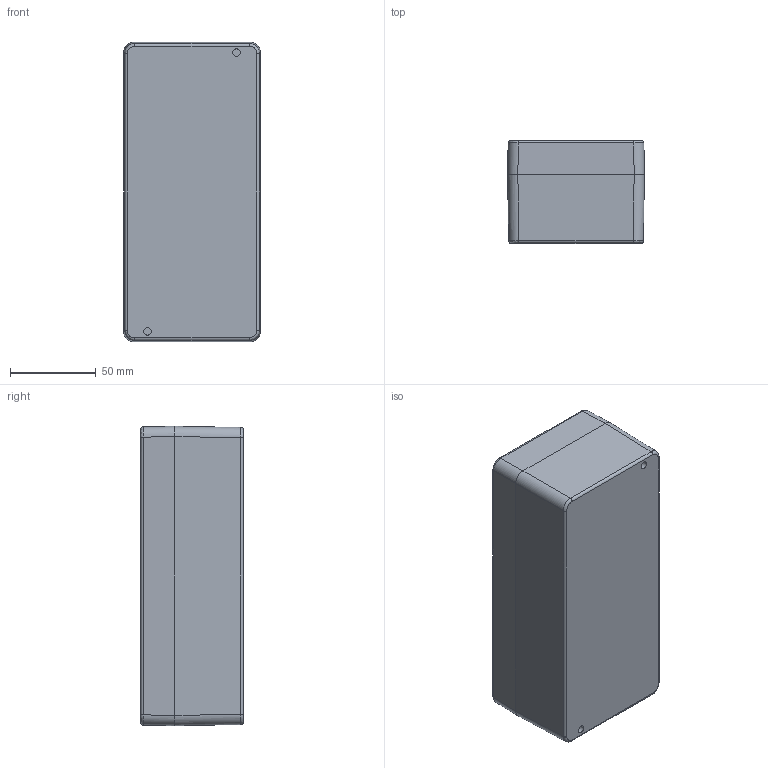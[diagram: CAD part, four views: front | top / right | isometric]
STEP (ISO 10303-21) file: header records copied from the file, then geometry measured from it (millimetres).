
FILE_DESCRIPTION (( 'STEP AP203' ), '1' );
FILE_NAME ('1590Z135GY.step', '2020-11-14T20:06:52', ( 'ADC123' ), ( 'Microsoft' ), 'SwSTEP 2.0', 'SolidWorks 2019', '' );
FILE_SCHEMA (( 'CONFIG_CONTROL_DESIGN' ));
Length unit declared in the file: inch
Products named in the file (1): 1590Z135GY
Bounding box: 80 x 60 x 175 mm (x, y, z)
Volume: 231581 mm3; surface area: 122995.5 mm2
Topology: 7 solids, 7 shells, 520 faces, 1294 edges, 827 vertices
Faces by surface type: plane 248, cone 112, cylinder 85, bspline 75
Full cylindrical faces by diameter (mm): 3.242 x7, 3.48 x4, 3.7 x4, 3.85 x4, 4.4 x6, 4.5 x4, 5.5 x2, 5.971 x2, 6.9 x4
Entity records: 17931 total; most frequent: CARTESIAN_POINT 6309, ORIENTED_EDGE 2438, DIRECTION 2209, EDGE_CURVE 1219, VERTEX_POINT 814, AXIS2_PLACEMENT_3D 798, EDGE_LOOP 635, LINE 613
